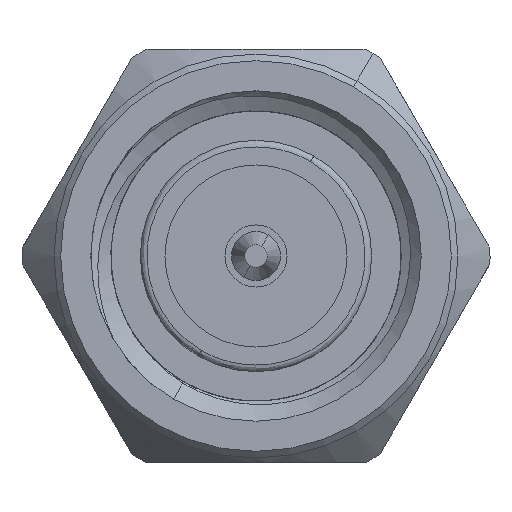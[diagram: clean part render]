
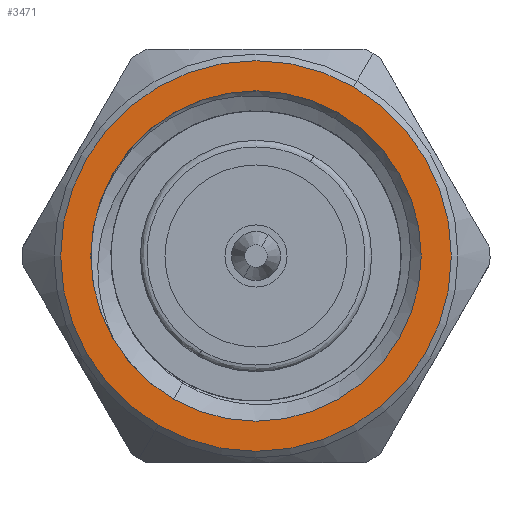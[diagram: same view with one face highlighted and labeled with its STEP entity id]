
A CAD part, left-side view. The second image highlights one B-rep face of the part: STEP entity #3471.
In plain terms, the highlighted planar face has unit normal (-1, 0, 0).
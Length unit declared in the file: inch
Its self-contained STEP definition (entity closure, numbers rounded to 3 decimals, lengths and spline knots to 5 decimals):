
#142 = CIRCLE ( 'NONE', #1069, 0.125 ) ;
#156 = CARTESIAN_POINT ( 'NONE',  ( 0., 0., 0. ) ) ;
#201 = DIRECTION ( 'NONE',  ( 1., 0., 0. ) ) ;
#260 = CARTESIAN_POINT ( 'NONE',  ( 0., 0., 0. ) ) ;
#508 = AXIS2_PLACEMENT_3D ( 'NONE', #260, #201, #1275 ) ;
#944 = CIRCLE ( 'NONE', #1376, 0.14779 ) ;
#1021 = VERTEX_POINT ( 'NONE', #4147 ) ;
#1065 = EDGE_LOOP ( 'NONE', ( #3053, #1640 ) ) ;
#1069 = AXIS2_PLACEMENT_3D ( 'NONE', #156, #2142, #1430 ) ;
#1275 = DIRECTION ( 'NONE',  ( 0., 0.5, -0.866 ) ) ;
#1310 = VERTEX_POINT ( 'NONE', #3354 ) ;
#1376 = AXIS2_PLACEMENT_3D ( 'NONE', #2396, #3431, #1714 ) ;
#1430 = DIRECTION ( 'NONE',  ( 0., -0.5, 0.866 ) ) ;
#1455 = PLANE ( 'NONE',  #1876 ) ;
#1558 = DIRECTION ( 'NONE',  ( 0., -0.5, 0.866 ) ) ;
#1640 = ORIENTED_EDGE ( 'NONE', *, *, #3683, .F. ) ;
#1714 = DIRECTION ( 'NONE',  ( 0., 0.5, -0.866 ) ) ;
#1783 = EDGE_CURVE ( 'NONE', #3155, #1310, #142, .T. ) ;
#1876 = AXIS2_PLACEMENT_3D ( 'NONE', #2856, #3542, #3564 ) ;
#2142 = DIRECTION ( 'NONE',  ( 1., 0., 0. ) ) ;
#2166 = EDGE_LOOP ( 'NONE', ( #4405, #2559 ) ) ;
#2396 = CARTESIAN_POINT ( 'NONE',  ( 0., 0., 0. ) ) ;
#2559 = ORIENTED_EDGE ( 'NONE', *, *, #3072, .T. ) ;
#2619 = CIRCLE ( 'NONE', #508, 0.14779 ) ;
#2678 = AXIS2_PLACEMENT_3D ( 'NONE', #2948, #3260, #1558 ) ;
#2856 = CARTESIAN_POINT ( 'NONE',  ( 0., 0., 0. ) ) ;
#2948 = CARTESIAN_POINT ( 'NONE',  ( 0., 0., 0. ) ) ;
#2994 = CARTESIAN_POINT ( 'NONE',  ( 0., -0.0625, 0.10825 ) ) ;
#3053 = ORIENTED_EDGE ( 'NONE', *, *, #3861, .F. ) ;
#3072 = EDGE_CURVE ( 'NONE', #1310, #3155, #3245, .T. ) ;
#3155 = VERTEX_POINT ( 'NONE', #2994 ) ;
#3207 = FACE_BOUND ( 'NONE', #2166, .T. ) ;
#3245 = CIRCLE ( 'NONE', #2678, 0.125 ) ;
#3254 = FACE_OUTER_BOUND ( 'NONE', #1065, .T. ) ;
#3260 = DIRECTION ( 'NONE',  ( 1., 0., 0. ) ) ;
#3354 = CARTESIAN_POINT ( 'NONE',  ( 0., 0.0625, -0.10825 ) ) ;
#3431 = DIRECTION ( 'NONE',  ( 1., 0., 0. ) ) ;
#3471 = ADVANCED_FACE ( 'NONE', ( #3207, #3254 ), #1455, .F. ) ;
#3542 = DIRECTION ( 'NONE',  ( 1., 0., 0. ) ) ;
#3557 = CARTESIAN_POINT ( 'NONE',  ( 0., -0.0739, 0.12799 ) ) ;
#3564 = DIRECTION ( 'NONE',  ( 0., 1., 0. ) ) ;
#3683 = EDGE_CURVE ( 'NONE', #3711, #1021, #944, .T. ) ;
#3711 = VERTEX_POINT ( 'NONE', #3557 ) ;
#3861 = EDGE_CURVE ( 'NONE', #1021, #3711, #2619, .T. ) ;
#4147 = CARTESIAN_POINT ( 'NONE',  ( 0., 0.0739, -0.12799 ) ) ;
#4405 = ORIENTED_EDGE ( 'NONE', *, *, #1783, .T. ) ;
